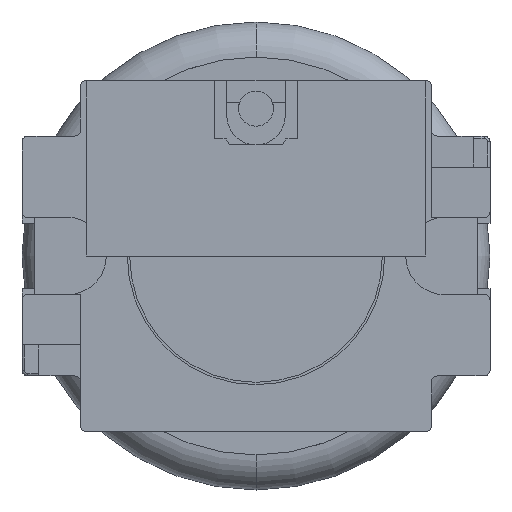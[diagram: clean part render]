
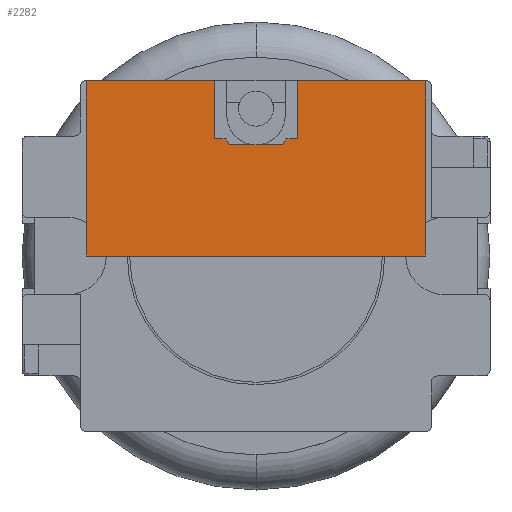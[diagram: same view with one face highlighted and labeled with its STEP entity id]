
A CAD part, front view. The second image highlights one B-rep face of the part: STEP entity #2282.
In plain terms, the highlighted planar face has unit normal (0, -1, 0).
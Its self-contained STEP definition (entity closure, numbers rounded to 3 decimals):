
#126=DIRECTION('',(-1.,0.,0.));
#127=VECTOR('',#126,10.95);
#128=CARTESIAN_POINT('',(14.5,-12.15,15.));
#129=LINE('',#128,#127);
#150=DIRECTION('',(-1.,0.,0.));
#151=VECTOR('',#150,10.95);
#152=CARTESIAN_POINT('',(-3.55,-12.15,15.));
#153=LINE('',#152,#151);
#423=DIRECTION('',(0.,0.,-1.));
#424=VECTOR('',#423,5.15);
#425=CARTESIAN_POINT('',(-14.5,-12.15,5.15));
#426=LINE('',#425,#424);
#443=DIRECTION('',(0.,0.,-1.));
#444=VECTOR('',#443,1.85);
#445=CARTESIAN_POINT('',(-14.5,-12.15,15.));
#446=LINE('',#445,#444);
#533=DIRECTION('',(0.,0.,1.));
#534=VECTOR('',#533,8.);
#535=CARTESIAN_POINT('',(14.5,-12.15,5.15));
#536=LINE('',#535,#534);
#537=DIRECTION('',(0.,0.,-1.));
#538=VECTOR('',#537,5.15);
#539=CARTESIAN_POINT('',(14.5,-12.15,5.15));
#540=LINE('',#539,#538);
#541=DIRECTION('',(-1.,0.,0.));
#542=VECTOR('',#541,29.);
#543=CARTESIAN_POINT('',(14.5,-12.15,0.));
#544=LINE('',#543,#542);
#545=DIRECTION('',(0.,0.,1.));
#546=VECTOR('',#545,8.);
#547=CARTESIAN_POINT('',(-14.5,-12.15,5.15));
#548=LINE('',#547,#546);
#549=DIRECTION('',(0.514,0.,-0.857));
#550=VECTOR('',#549,0.583);
#551=CARTESIAN_POINT('',(-2.55,-12.15,10.));
#552=LINE('',#551,#550);
#553=DIRECTION('',(0.514,0.,0.857));
#554=VECTOR('',#553,0.583);
#555=CARTESIAN_POINT('',(2.25,-12.15,9.5));
#556=LINE('',#555,#554);
#557=DIRECTION('',(0.,0.,1.));
#558=VECTOR('',#557,5.);
#559=CARTESIAN_POINT('',(3.55,-12.15,10.));
#560=LINE('',#559,#558);
#561=DIRECTION('',(0.,0.,-1.));
#562=VECTOR('',#561,1.85);
#563=CARTESIAN_POINT('',(14.5,-12.15,15.));
#564=LINE('',#563,#562);
#585=DIRECTION('',(0.,0.,1.));
#586=VECTOR('',#585,5.);
#587=CARTESIAN_POINT('',(-3.55,-12.15,10.));
#588=LINE('',#587,#586);
#670=DIRECTION('',(-1.,0.,0.));
#671=VECTOR('',#670,1.);
#672=CARTESIAN_POINT('',(3.55,-12.15,10.));
#673=LINE('',#672,#671);
#686=DIRECTION('',(-1.,0.,0.));
#687=VECTOR('',#686,4.5);
#688=CARTESIAN_POINT('',(2.25,-12.15,9.5));
#689=LINE('',#688,#687);
#694=DIRECTION('',(-1.,0.,0.));
#695=VECTOR('',#694,1.);
#696=CARTESIAN_POINT('',(-2.55,-12.15,10.));
#697=LINE('',#696,#695);
#1284=CARTESIAN_POINT('',(-14.5,-12.15,0.));
#1285=VERTEX_POINT('',#1284);
#1286=CARTESIAN_POINT('',(14.5,-12.15,0.));
#1287=VERTEX_POINT('',#1286);
#1376=CARTESIAN_POINT('',(14.5,-12.15,15.));
#1377=VERTEX_POINT('',#1376);
#1378=CARTESIAN_POINT('',(3.55,-12.15,15.));
#1379=VERTEX_POINT('',#1378);
#1392=CARTESIAN_POINT('',(-3.55,-12.15,15.));
#1393=VERTEX_POINT('',#1392);
#1394=CARTESIAN_POINT('',(-14.5,-12.15,15.));
#1395=VERTEX_POINT('',#1394);
#1532=CARTESIAN_POINT('',(14.5,-12.15,13.15));
#1533=VERTEX_POINT('',#1532);
#1536=CARTESIAN_POINT('',(-14.5,-12.15,13.15));
#1538=VERTEX_POINT('',#1536);
#1546=CARTESIAN_POINT('',(14.5,-12.15,5.15));
#1547=VERTEX_POINT('',#1546);
#1548=CARTESIAN_POINT('',(-14.5,-12.15,5.15));
#1549=VERTEX_POINT('',#1548);
#1550=CARTESIAN_POINT('',(-3.55,-12.15,10.));
#1551=VERTEX_POINT('',#1550);
#1552=CARTESIAN_POINT('',(-2.55,-12.15,10.));
#1553=VERTEX_POINT('',#1552);
#1554=CARTESIAN_POINT('',(-2.25,-12.15,9.5));
#1555=VERTEX_POINT('',#1554);
#1556=CARTESIAN_POINT('',(2.25,-12.15,9.5));
#1557=VERTEX_POINT('',#1556);
#1558=CARTESIAN_POINT('',(2.55,-12.15,10.));
#1559=VERTEX_POINT('',#1558);
#1560=CARTESIAN_POINT('',(3.55,-12.15,10.));
#1561=VERTEX_POINT('',#1560);
#2251=CARTESIAN_POINT('',(-14.5,-12.15,0.));
#2252=DIRECTION('',(0.,-1.,0.));
#2253=DIRECTION('',(1.,0.,0.));
#2254=AXIS2_PLACEMENT_3D('',#2251,#2252,#2253);
#2255=PLANE('',#2254);
#2256=ORIENTED_EDGE('',*,*,#2242,.F.);
#2257=ORIENTED_EDGE('',*,*,#2194,.T.);
#2258=ORIENTED_EDGE('',*,*,#1693,.T.);
#2259=ORIENTED_EDGE('',*,*,#2120,.F.);
#2261=ORIENTED_EDGE('',*,*,#2260,.T.);
#2262=ORIENTED_EDGE('',*,*,#2141,.F.);
#2263=ORIENTED_EDGE('',*,*,#1835,.F.);
#2265=ORIENTED_EDGE('',*,*,#2264,.F.);
#2267=ORIENTED_EDGE('',*,*,#2266,.F.);
#2269=ORIENTED_EDGE('',*,*,#2268,.T.);
#2271=ORIENTED_EDGE('',*,*,#2270,.F.);
#2273=ORIENTED_EDGE('',*,*,#2272,.T.);
#2275=ORIENTED_EDGE('',*,*,#2274,.F.);
#2277=ORIENTED_EDGE('',*,*,#2276,.T.);
#2278=ORIENTED_EDGE('',*,*,#1819,.F.);
#2279=ORIENTED_EDGE('',*,*,#2173,.T.);
#2280=EDGE_LOOP('',(#2256,#2257,#2258,#2259,#2261,#2262,#2263,#2265,#2267,#2269,
#2271,#2273,#2275,#2277,#2278,#2279));
#2281=FACE_OUTER_BOUND('',#2280,.F.);
#2282=ADVANCED_FACE('',(#2281),#2255,.T.);
#1693=EDGE_CURVE('',#1287,#1285,#544,.T.);
#1819=EDGE_CURVE('',#1377,#1379,#129,.T.);
#1835=EDGE_CURVE('',#1393,#1395,#153,.T.);
#2120=EDGE_CURVE('',#1549,#1285,#426,.T.);
#2141=EDGE_CURVE('',#1395,#1538,#446,.T.);
#2173=EDGE_CURVE('',#1377,#1533,#564,.T.);
#2194=EDGE_CURVE('',#1547,#1287,#540,.T.);
#2242=EDGE_CURVE('',#1547,#1533,#536,.T.);
#2260=EDGE_CURVE('',#1549,#1538,#548,.T.);
#2264=EDGE_CURVE('',#1551,#1393,#588,.T.);
#2266=EDGE_CURVE('',#1553,#1551,#697,.T.);
#2268=EDGE_CURVE('',#1553,#1555,#552,.T.);
#2270=EDGE_CURVE('',#1557,#1555,#689,.T.);
#2272=EDGE_CURVE('',#1557,#1559,#556,.T.);
#2274=EDGE_CURVE('',#1561,#1559,#673,.T.);
#2276=EDGE_CURVE('',#1561,#1379,#560,.T.);
